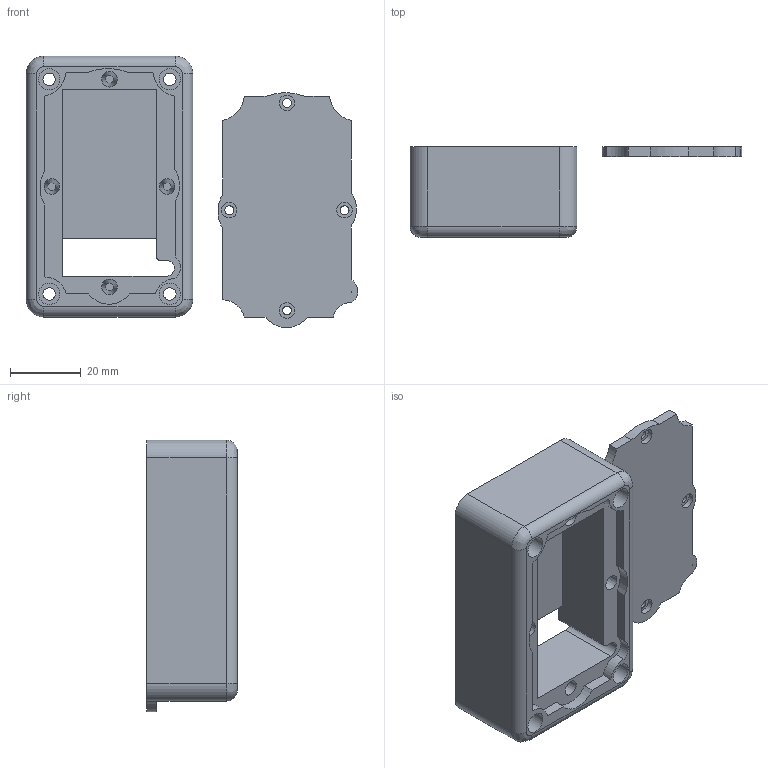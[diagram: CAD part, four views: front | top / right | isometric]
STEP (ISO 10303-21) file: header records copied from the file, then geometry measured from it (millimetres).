
FILE_DESCRIPTION(/* description */ (''),/* implementation_level */ '2;1');
FILE_NAME(/* name */ 'Bottom Housing.step',/* time_stamp */ '2018-12-14T13:15:16-05:00',/* author */ ('rmcohen100'),/* organization */ (''),/* preprocessor_version */ 'ST-DEVELOPER v17.2',/* originating_system */ 'Autodesk Translation Framework v7.6.0.251',/* authorisation */ '');
FILE_SCHEMA (('AUTOMOTIVE_DESIGN { 1 0 10303 214 3 1 1 }'));
Length unit declared in the file: millimetre
Products named in the file (1): Bottom Housing
Bounding box: 93.51 x 25.5 x 76.54 mm (x, y, z)
Volume: 45633.4 mm3; surface area: 23838.8 mm2
Topology: 6 solids, 6 shells, 134 faces, 328 edges, 220 vertices
Faces by surface type: plane 67, cylinder 55, cone 8, bspline 4
Full cylindrical faces by diameter (mm): 2.5 x4, 3.5 x4, 4.35 x4, 6 x4, 6.5 x4
Entity records: 4098 total; most frequent: DIRECTION 735, CARTESIAN_POINT 715, ORIENTED_EDGE 656, EDGE_CURVE 328, AXIS2_PLACEMENT_3D 276, VERTEX_POINT 220, LINE 183, VECTOR 183
